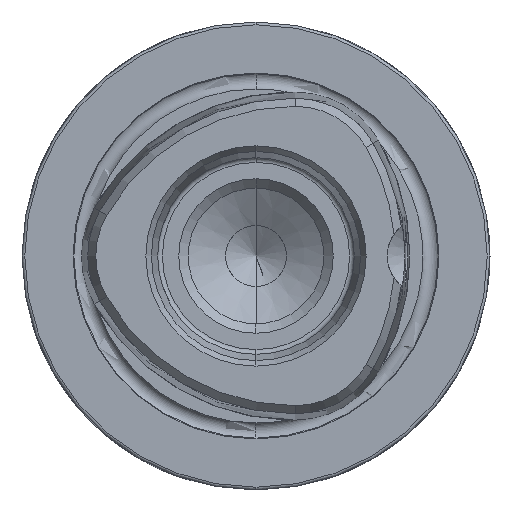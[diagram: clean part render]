
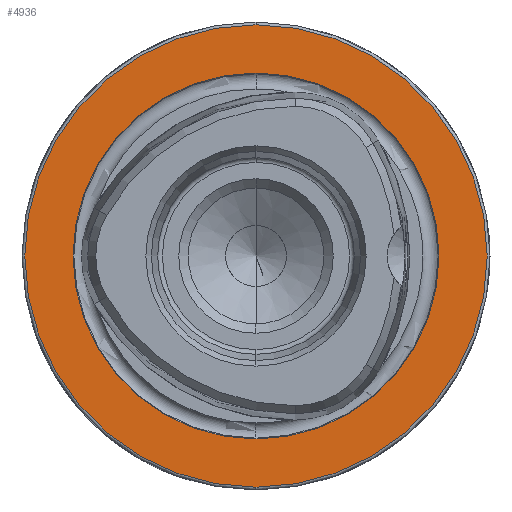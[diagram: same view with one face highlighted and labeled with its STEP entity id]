
A CAD part, left-side view. The second image highlights one B-rep face of the part: STEP entity #4936.
In plain terms, the highlighted planar face has unit normal (-1, 0, 0).
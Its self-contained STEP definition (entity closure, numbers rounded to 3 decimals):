
#181 = VERTEX_POINT ( 'NONE', #7571 ) ;
#183 = VERTEX_POINT ( 'NONE', #7573 ) ;
#185 = VERTEX_POINT ( 'NONE', #7575 ) ;
#942 = EDGE_CURVE ( 'NONE', #3518, #185, #6521, .T. ) ;
#943 = EDGE_CURVE ( 'NONE', #183, #181, #6523, .T. ) ;
#3111 = AXIS2_PLACEMENT_3D ( 'NONE', #8104, #8105, #8106 ) ;
#3112 = AXIS2_PLACEMENT_3D ( 'NONE', #8108, #8109, #8110 ) ;
#3275 = AXIS2_PLACEMENT_3D ( 'NONE', #5890, #5895, #5896 ) ;
#3315 = AXIS2_PLACEMENT_3D ( 'NONE', #8328, #8329, #8330 ) ;
#3318 = AXIS2_PLACEMENT_3D ( 'NONE', #8339, #8340, #8341 ) ;
#3518 = VERTEX_POINT ( 'NONE', #4823 ) ;
#4219 = EDGE_LOOP ( 'NONE', ( #6755, #6756 ) ) ;
#4227 = EDGE_LOOP ( 'NONE', ( #6753, #6754 ) ) ;
#4440 = FACE_BOUND ( 'NONE', #4227, .T. ) ;
#4443 = FACE_OUTER_BOUND ( 'NONE', #4219, .T. ) ;
#4823 = CARTESIAN_POINT ( 'NONE',  ( 0., 0., -24.7 ) ) ;
#4936 = ADVANCED_FACE ( 'NONE', ( #4440, #4443 ), #5893, .F. ) ;
#5890 = CARTESIAN_POINT ( 'NONE',  ( 0., 19.55, 0. ) ) ;
#5893 = PLANE ( 'NONE',  #3275 ) ;
#5895 = DIRECTION ( 'NONE',  ( 1., 0., 0. ) ) ;
#5896 = DIRECTION ( 'NONE',  ( 0., 0., -1. ) ) ;
#6521 = CIRCLE ( 'NONE', #3111, 24.7 ) ;
#6523 = CIRCLE ( 'NONE', #3112, 19.55 ) ;
#6753 = ORIENTED_EDGE ( 'NONE', *, *, #943, .F. ) ;
#6754 = ORIENTED_EDGE ( 'NONE', *, *, #7363, .F. ) ;
#6755 = ORIENTED_EDGE ( 'NONE', *, *, #7367, .T. ) ;
#6756 = ORIENTED_EDGE ( 'NONE', *, *, #942, .T. ) ;
#7363 = EDGE_CURVE ( 'NONE', #181, #183, #8475, .T. ) ;
#7367 = EDGE_CURVE ( 'NONE', #185, #3518, #8479, .T. ) ;
#7571 = CARTESIAN_POINT ( 'NONE',  ( 0., 0., -19.55 ) ) ;
#7573 = CARTESIAN_POINT ( 'NONE',  ( 0., 0., 19.55 ) ) ;
#7575 = CARTESIAN_POINT ( 'NONE',  ( 0., 0., 24.7 ) ) ;
#8104 = CARTESIAN_POINT ( 'NONE',  ( 0., 0., 0. ) ) ;
#8105 = DIRECTION ( 'NONE',  ( -1., 0., 0. ) ) ;
#8106 = DIRECTION ( 'NONE',  ( 0., 0., 1. ) ) ;
#8108 = CARTESIAN_POINT ( 'NONE',  ( 0., 0., 0. ) ) ;
#8109 = DIRECTION ( 'NONE',  ( -1., 0., 0. ) ) ;
#8110 = DIRECTION ( 'NONE',  ( 0., 0., 1. ) ) ;
#8328 = CARTESIAN_POINT ( 'NONE',  ( 0., 0., 0. ) ) ;
#8329 = DIRECTION ( 'NONE',  ( -1., 0., 0. ) ) ;
#8330 = DIRECTION ( 'NONE',  ( 0., 0., 1. ) ) ;
#8339 = CARTESIAN_POINT ( 'NONE',  ( 0., 0., 0. ) ) ;
#8340 = DIRECTION ( 'NONE',  ( -1., 0., 0. ) ) ;
#8341 = DIRECTION ( 'NONE',  ( 0., 0., 1. ) ) ;
#8475 = CIRCLE ( 'NONE', #3315, 19.55 ) ;
#8479 = CIRCLE ( 'NONE', #3318, 24.7 ) ;
